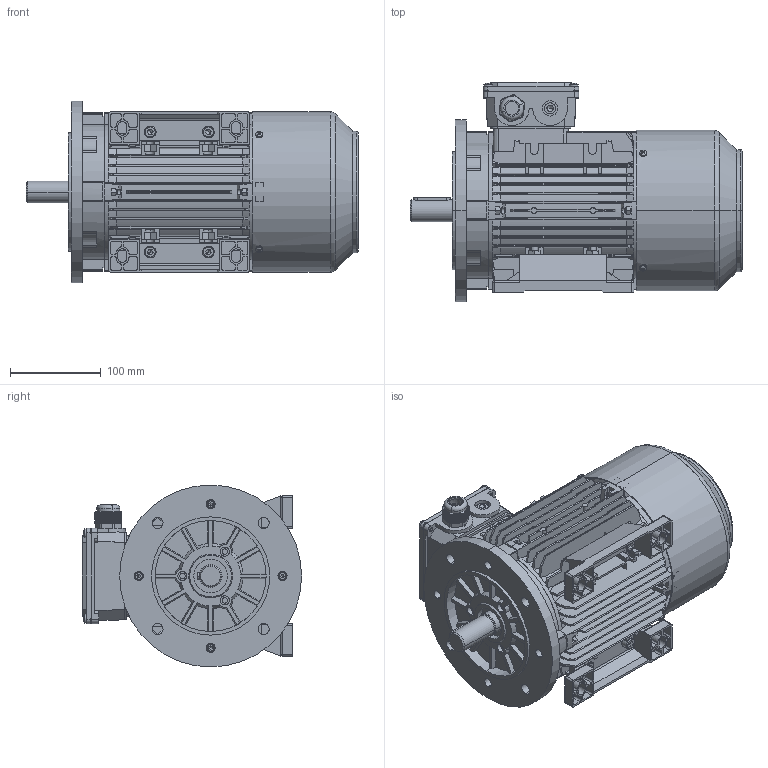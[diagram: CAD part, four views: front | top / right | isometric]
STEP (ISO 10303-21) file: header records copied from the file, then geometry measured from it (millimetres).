
FILE_DESCRIPTION (( 'STEP AP203' ), '1' );
FILE_NAME ('T90L B35(樓酗).STEP', '2018-03-21T06:51:32', ( 'Users' ), ( 'Microsoft' ), 'SwSTEP 2.0', 'SolidWorks 2008', '' );
FILE_SCHEMA (( 'CONFIG_CONTROL_DESIGN' ));
Products named in the file (18): T90L机壳_默认; Hexagon socket head cap screws GB_GB_FASTENER_SCREWS_HSHCS M8X25-N; Hexagon nuts grade C GB_GB_FASTENER_NUT_SNC1 M8-N; Cross recessed thread forming screws GB_GB_CROSS_SCREWS_TYPE138 M4X12-N; Cross recessed thread forming screws GB_GB_CROSS_SCREWS_TYPE138 M5X12-N; 新接线盒盖80-100_默认; T90L B35(樓酗); 90风叶_默认; T90L转轴（加长）_默认; Plain parallel keys_GB_CONNECTING_PIECE_KEYS_CSK 8X40; T90L底脚_默认; Hexagon socket head cap screws GB_GB_FASTENER_SCREWS_HSHCS M5X25-N; Hexagon nuts grade C GB_GB_FASTENER_NUT_SNC1 M5-N; 80-100出线螺套_默认; 新接线盒座80-100_默认; TA90风罩（加长）_默认; T90加深后盖_默认; TA90B5法兰1_默认
Assembly tree (44 placements, depth 2):
  T90L B35(樓酗)
    Hexagon socket head cap screws GB_GB_FASTENER_SCREWS_HSHCS M5X25-N  x8
    Hexagon nuts grade C GB_GB_FASTENER_NUT_SNC1 M5-N  x8
    Hexagon nuts grade C GB_GB_FASTENER_NUT_SNC1 M8-N  x4
    Cross recessed thread forming screws GB_GB_CROSS_SCREWS_TYPE138 M4X12-N  x4
    80-100出线螺套_默认
    T90L机壳_默认
    Cross recessed thread forming screws GB_GB_CROSS_SCREWS_TYPE138 M5X12-N  x4
    新接线盒盖80-100_默认
    90风叶_默认
    T90L转轴（加长）_默认
    Hexagon socket head cap screws GB_GB_FASTENER_SCREWS_HSHCS M8X25-N  x4
    Plain parallel keys_GB_CONNECTING_PIECE_KEYS_CSK 8X40
    T90L底脚_默认  x2
    TA90B5法兰1_默认
    新接线盒座80-100_默认
    T90加深后盖_默认
    TA90风罩（加长）_默认
Bounding box: 365 x 241 x 200 mm (x, y, z)
Volume: 1584258.6 mm3; surface area: 985235.5 mm2
Topology: 44 solids, 44 shells, 4161 faces, 11149 edges, 7162 vertices
Faces by surface type: plane 2517, cylinder 1109, cone 291, torus 158, sphere 64, bspline 22
Entity records: 117859 total; most frequent: CARTESIAN_POINT 28664, ORIENTED_EDGE 18892, DIRECTION 17050, EDGE_CURVE 9446, VERTEX_POINT 6112, VECTOR 5956, LINE 5956, AXIS2_PLACEMENT_3D 5547
